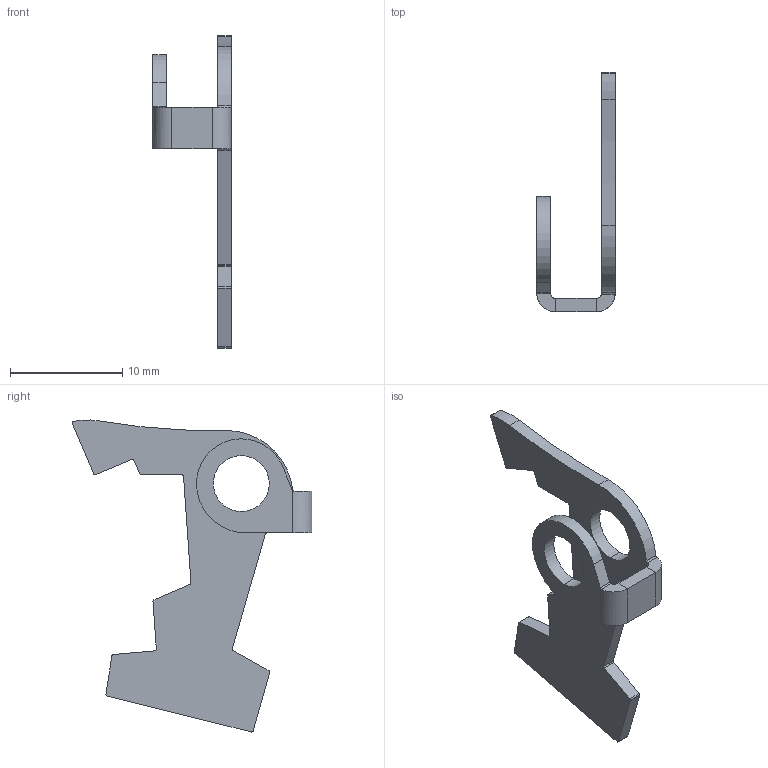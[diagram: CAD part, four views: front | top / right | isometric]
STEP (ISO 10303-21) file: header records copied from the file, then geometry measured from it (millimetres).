
FILE_DESCRIPTION (( 'STEP AP214' ), '1' );
FILE_NAME ('Accumulator - Ratchet Lever A.STEP', '2025-07-06T08:34:43', ( '' ), ( '' ), 'SwSTEP 2.0', 'SolidWorks 2025', '' );
FILE_SCHEMA (( 'AUTOMOTIVE_DESIGN' ));
Length unit declared in the file: millimetre
Products named in the file (1): Accumulator - Ratchet Lever A
Bounding box: 7 x 21.4 x 27.86 mm (x, y, z)
Volume: 374.3 mm3; surface area: 826 mm2
Topology: 1 solids, 1 shells, 59 faces, 159 edges, 102 vertices
Faces by surface type: cylinder 31, plane 28
Entity records: 1935 total; most frequent: CARTESIAN_POINT 363, DIRECTION 337, ORIENTED_EDGE 318, EDGE_CURVE 159, AXIS2_PLACEMENT_3D 122, VERTEX_POINT 102, VECTOR 93, LINE 93
